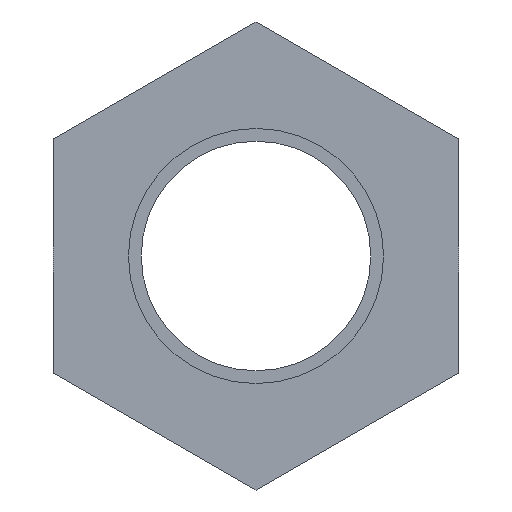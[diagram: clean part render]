
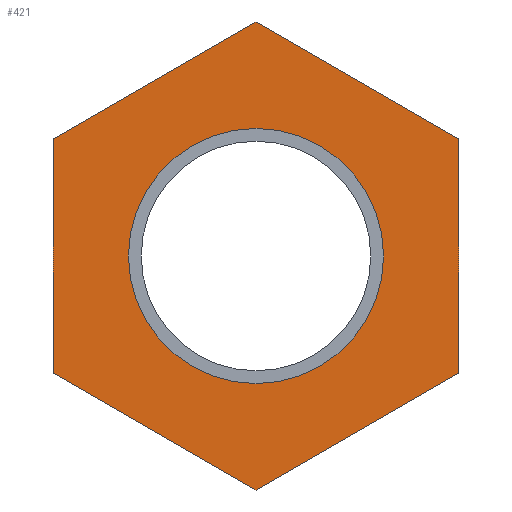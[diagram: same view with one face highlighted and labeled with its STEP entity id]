
A CAD part, left-side view. The second image highlights one B-rep face of the part: STEP entity #421.
In plain terms, the highlighted planar face has unit normal (-1, 0, 0).
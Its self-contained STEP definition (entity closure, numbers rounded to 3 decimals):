
#21=LINE('',#594,#57);
#25=LINE('',#602,#61);
#28=LINE('',#609,#64);
#32=LINE('',#617,#68);
#35=LINE('',#622,#71);
#37=LINE('',#625,#73);
#57=VECTOR('',#478,51.962);
#61=VECTOR('',#484,51.962);
#64=VECTOR('',#489,51.962);
#68=VECTOR('',#495,51.962);
#71=VECTOR('',#500,51.962);
#73=VECTOR('',#504,51.962);
#112=PLANE('',#463);
#127=FACE_BOUND('',#196,.T.);
#154=FACE_OUTER_BOUND('',#195,.T.);
#195=EDGE_LOOP('',(#387,#388,#389,#390,#391,#392));
#196=EDGE_LOOP('',(#393));
#209=CIRCLE('',#462,28.328);
#213=VERTEX_POINT('',#592);
#214=VERTEX_POINT('',#593);
#217=VERTEX_POINT('',#601);
#219=VERTEX_POINT('',#607);
#220=VERTEX_POINT('',#608);
#223=VERTEX_POINT('',#616);
#246=VERTEX_POINT('',#693);
#250=EDGE_CURVE('',#213,#214,#21,.T.);
#254=EDGE_CURVE('',#214,#217,#25,.T.);
#257=EDGE_CURVE('',#219,#220,#28,.T.);
#261=EDGE_CURVE('',#220,#223,#32,.T.);
#264=EDGE_CURVE('',#223,#213,#35,.T.);
#266=EDGE_CURVE('',#217,#219,#37,.T.);
#295=EDGE_CURVE('',#246,#246,#209,.T.);
#387=ORIENTED_EDGE('',*,*,#254,.F.);
#388=ORIENTED_EDGE('',*,*,#250,.F.);
#389=ORIENTED_EDGE('',*,*,#264,.F.);
#390=ORIENTED_EDGE('',*,*,#261,.F.);
#391=ORIENTED_EDGE('',*,*,#257,.F.);
#392=ORIENTED_EDGE('',*,*,#266,.F.);
#393=ORIENTED_EDGE('',*,*,#295,.T.);
#421=ADVANCED_FACE('',(#154,#127),#112,.T.);
#462=AXIS2_PLACEMENT_3D('',#694,#578,#579);
#463=AXIS2_PLACEMENT_3D('',#695,#580,#581);
#478=DIRECTION('',(0.,0.,-1.));
#484=DIRECTION('',(0.,0.866,-0.5));
#489=DIRECTION('',(0.,0.,1.));
#495=DIRECTION('',(0.,-0.866,0.5));
#500=DIRECTION('',(0.,-0.866,-0.5));
#504=DIRECTION('',(0.,0.866,0.5));
#578=DIRECTION('center_axis',(1.,0.,0.));
#579=DIRECTION('ref_axis',(0.,0.,-1.));
#580=DIRECTION('center_axis',(-1.,0.,0.));
#581=DIRECTION('ref_axis',(0.,0.,1.));
#592=CARTESIAN_POINT('',(0.,-45.,25.981));
#593=CARTESIAN_POINT('',(0.,-45.,-25.981));
#594=CARTESIAN_POINT('',(0.,-45.,-12.99));
#601=CARTESIAN_POINT('',(0.,0.,-51.962));
#602=CARTESIAN_POINT('',(0.,-11.25,-45.466));
#607=CARTESIAN_POINT('',(0.,45.,-25.981));
#608=CARTESIAN_POINT('',(0.,45.,25.981));
#609=CARTESIAN_POINT('',(0.,45.,12.99));
#616=CARTESIAN_POINT('',(0.,0.,51.962));
#617=CARTESIAN_POINT('',(0.,11.25,45.466));
#622=CARTESIAN_POINT('',(0.,-33.75,32.476));
#625=CARTESIAN_POINT('',(0.,33.75,-32.476));
#693=CARTESIAN_POINT('',(0.,28.328,0.));
#694=CARTESIAN_POINT('Origin',(0.,0.,0.));
#695=CARTESIAN_POINT('Origin',(0.,45.,0.));
